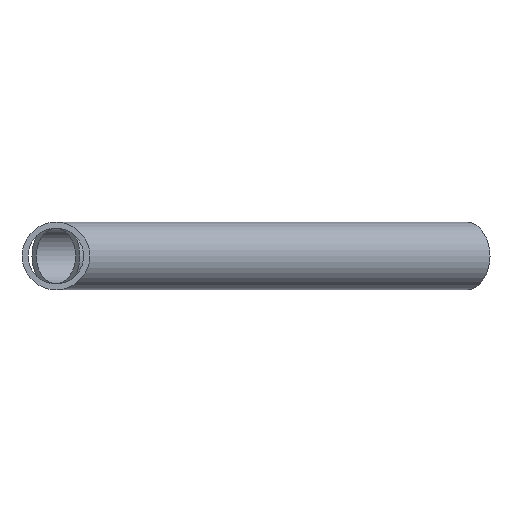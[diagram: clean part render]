
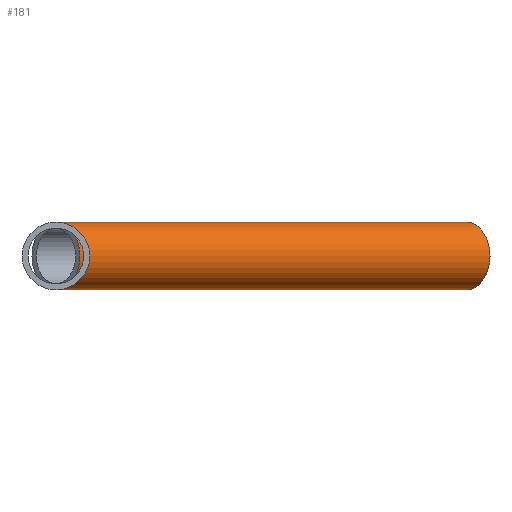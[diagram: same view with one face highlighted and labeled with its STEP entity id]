
A CAD part, front view. The second image highlights one B-rep face of the part: STEP entity #181.
In plain terms, the highlighted cylindrical face has radius 80 mm (diameter 160 mm), a full revolution.
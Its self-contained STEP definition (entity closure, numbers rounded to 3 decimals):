
#149=CARTESIAN_POINT('',(1023.184,910.046,0.));
#150=VERTEX_POINT('',#149);
#151=CARTESIAN_POINT('',(966.615,966.615,0.));
#152=DIRECTION('',(-0.707,-0.707,0.));
#153=DIRECTION('',(0.707,-0.707,0.));
#154=AXIS2_PLACEMENT_3D('',#151,#152,#153);
#155=CIRCLE('',#154,80.);
#156=EDGE_CURVE('',#150,#150,#155,.T.);
#157=ORIENTED_EDGE('',*,*,#156,.T.);
#158=CARTESIAN_POINT('',(56.569,-56.569,0.));
#159=VERTEX_POINT('',#158);
#160=CARTESIAN_POINT('',(539.876,426.739,0.));
#161=DIRECTION('',(0.707,0.707,0.));
#162=VECTOR('',#161,80.);
#163=LINE('',#160,#162);
#164=EDGE_CURVE('',#159,#150,#163,.T.);
#165=ORIENTED_EDGE('',*,*,#164,.F.);
#166=CARTESIAN_POINT('',(0.,0.,0.));
#167=DIRECTION('',(0.707,0.707,0.));
#168=DIRECTION('',(0.707,-0.707,0.));
#169=AXIS2_PLACEMENT_3D('',#166,#167,#168);
#170=CIRCLE('',#169,80.);
#171=EDGE_CURVE('',#159,#159,#170,.T.);
#172=ORIENTED_EDGE('',*,*,#171,.T.);
#173=ORIENTED_EDGE('',*,*,#164,.T.);
#174=EDGE_LOOP('',(#157,#165,#172,#173));
#175=FACE_OUTER_BOUND('',#174,.T.);
#176=CARTESIAN_POINT('',(483.307,483.307,0.));
#177=DIRECTION('',(0.707,0.707,0.));
#178=DIRECTION('',(0.707,-0.707,0.));
#179=AXIS2_PLACEMENT_3D('',#176,#177,#178);
#180=CYLINDRICAL_SURFACE('',#179,80.);
#181=ADVANCED_FACE('',(#175),#180,.T.);
